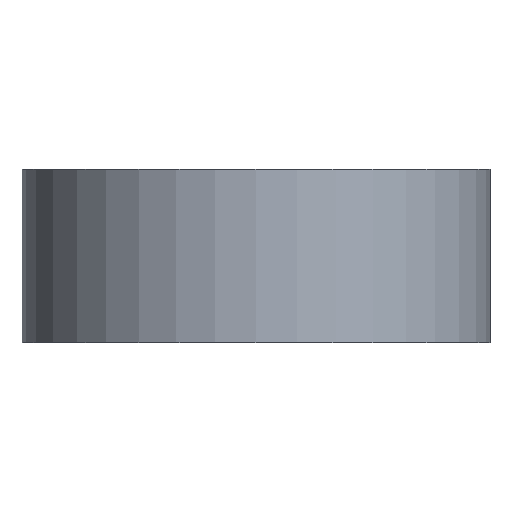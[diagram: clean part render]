
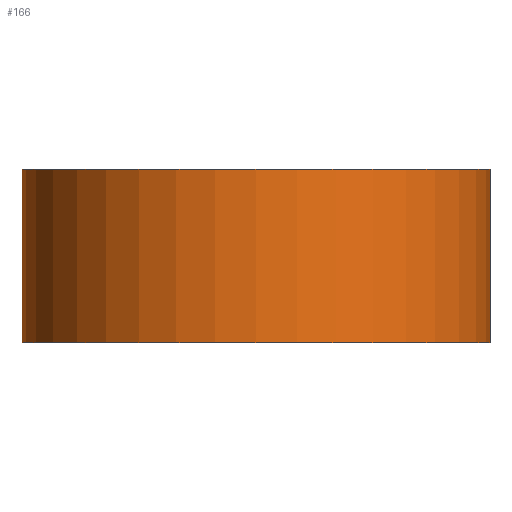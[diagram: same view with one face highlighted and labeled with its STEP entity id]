
A CAD part, front view. The second image highlights one B-rep face of the part: STEP entity #166.
In plain terms, the highlighted cylindrical face has radius 17.094 mm (diameter 34.188 mm), a partial arc.
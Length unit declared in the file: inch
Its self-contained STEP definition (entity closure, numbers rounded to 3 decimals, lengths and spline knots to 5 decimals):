
#13 = EDGE_CURVE ( 'NONE', #484, #57, #305, .T. ) ;
#26 = DIRECTION ( 'NONE',  ( 0., 0., -1. ) ) ;
#39 = ORIENTED_EDGE ( 'NONE', *, *, #189, .T. ) ;
#49 = VECTOR ( 'NONE', #134, 39.37008 ) ;
#57 = VERTEX_POINT ( 'NONE', #168 ) ;
#60 = CARTESIAN_POINT ( 'NONE',  ( -0.048, -1.687, 0.25 ) ) ;
#112 = CARTESIAN_POINT ( 'NONE',  ( 0.625, -1.014, -0.25 ) ) ;
#134 = DIRECTION ( 'NONE',  ( 0., 0., -1. ) ) ;
#143 = EDGE_CURVE ( 'NONE', #328, #506, #266, .T. ) ;
#147 = FACE_OUTER_BOUND ( 'NONE', #320, .T. ) ;
#166 = ADVANCED_FACE ( 'NONE', ( #147 ), #311, .T. ) ;
#168 = CARTESIAN_POINT ( 'NONE',  ( -0.048, -1.687, -0.25 ) ) ;
#174 = DIRECTION ( 'NONE',  ( 0., 0., -1. ) ) ;
#189 = EDGE_CURVE ( 'NONE', #328, #484, #221, .T. ) ;
#215 = CARTESIAN_POINT ( 'NONE',  ( 0.625, -1.687, 0.25 ) ) ;
#218 = DIRECTION ( 'NONE',  ( 1., 0., 0. ) ) ;
#221 = CIRCLE ( 'NONE', #479, 0.673 ) ;
#240 = AXIS2_PLACEMENT_3D ( 'NONE', #469, #471, #455 ) ;
#266 = LINE ( 'NONE', #480, #49 ) ;
#301 = AXIS2_PLACEMENT_3D ( 'NONE', #330, #26, #491 ) ;
#305 = LINE ( 'NONE', #365, #321 ) ;
#306 = EDGE_CURVE ( 'NONE', #506, #57, #482, .T. ) ;
#311 = CYLINDRICAL_SURFACE ( 'NONE', #301, 0.673 ) ;
#320 = EDGE_LOOP ( 'NONE', ( #432, #363, #39, #413 ) ) ;
#321 = VECTOR ( 'NONE', #360, 39.37008 ) ;
#328 = VERTEX_POINT ( 'NONE', #357 ) ;
#330 = CARTESIAN_POINT ( 'NONE',  ( 0.625, -1.687, 0.25 ) ) ;
#357 = CARTESIAN_POINT ( 'NONE',  ( 0.625, -1.014, 0.25 ) ) ;
#360 = DIRECTION ( 'NONE',  ( 0., 0., -1. ) ) ;
#363 = ORIENTED_EDGE ( 'NONE', *, *, #143, .F. ) ;
#365 = CARTESIAN_POINT ( 'NONE',  ( -0.048, -1.687, 0.25 ) ) ;
#413 = ORIENTED_EDGE ( 'NONE', *, *, #13, .T. ) ;
#432 = ORIENTED_EDGE ( 'NONE', *, *, #306, .F. ) ;
#455 = DIRECTION ( 'NONE',  ( 1., 0., 0. ) ) ;
#469 = CARTESIAN_POINT ( 'NONE',  ( 0.625, -1.687, -0.25 ) ) ;
#471 = DIRECTION ( 'NONE',  ( 0., 0., -1. ) ) ;
#479 = AXIS2_PLACEMENT_3D ( 'NONE', #215, #174, #218 ) ;
#480 = CARTESIAN_POINT ( 'NONE',  ( 0.625, -1.014, 0.25 ) ) ;
#482 = CIRCLE ( 'NONE', #240, 0.673 ) ;
#484 = VERTEX_POINT ( 'NONE', #60 ) ;
#491 = DIRECTION ( 'NONE',  ( -1., 0., 0. ) ) ;
#506 = VERTEX_POINT ( 'NONE', #112 ) ;
